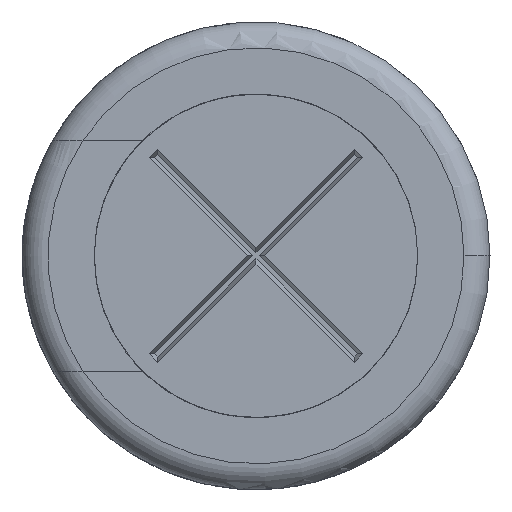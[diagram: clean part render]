
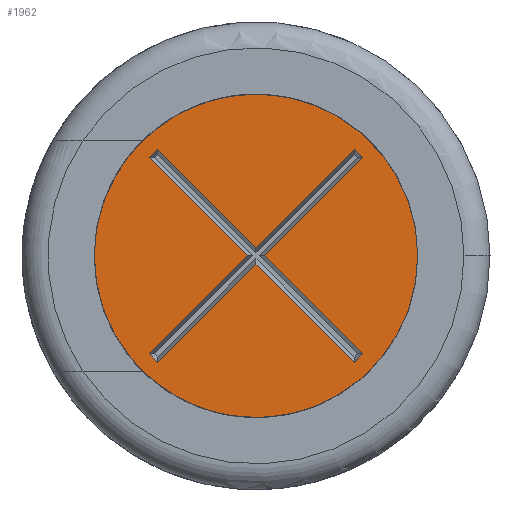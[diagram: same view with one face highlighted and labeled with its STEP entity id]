
A CAD part, front view. The second image highlights one B-rep face of the part: STEP entity #1962.
In plain terms, the highlighted planar face has unit normal (0, -1, 0).
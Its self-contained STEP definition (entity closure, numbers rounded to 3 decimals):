
#47 = LINE ( 'NONE', #2526, #4757 ) ;
#103 = VECTOR ( 'NONE', #244, 1000. ) ;
#194 = CARTESIAN_POINT ( 'NONE',  ( 26.157, -29.764, -3.677 ) ) ;
#200 = EDGE_CURVE ( 'NONE', #4683, #3618, #47, .T. ) ;
#202 = CARTESIAN_POINT ( 'NONE',  ( 19.086, -29.764, 3.394 ) ) ;
#244 = DIRECTION ( 'NONE',  ( -0.707, 0., 0.707 ) ) ;
#255 = CARTESIAN_POINT ( 'NONE',  ( 26.44, -29.764, 3.394 ) ) ;
#358 = CARTESIAN_POINT ( 'NONE',  ( 22.763, -29.764, 0.283 ) ) ;
#369 = LINE ( 'NONE', #358, #4645 ) ;
#406 = EDGE_CURVE ( 'NONE', #932, #3195, #3572, .T. ) ;
#446 = CARTESIAN_POINT ( 'NONE',  ( 19.086, -29.764, -3.394 ) ) ;
#451 = CARTESIAN_POINT ( 'NONE',  ( 23.046, -29.764, 0. ) ) ;
#478 = LINE ( 'NONE', #1661, #103 ) ;
#582 = CARTESIAN_POINT ( 'NONE',  ( 22.763, -29.764, 0. ) ) ;
#608 = FACE_OUTER_BOUND ( 'NONE', #2034, .T. ) ;
#654 = ORIENTED_EDGE ( 'NONE', *, *, #4842, .F. ) ;
#701 = VERTEX_POINT ( 'NONE', #3302 ) ;
#753 = EDGE_CURVE ( 'NONE', #1141, #3676, #478, .T. ) ;
#786 = CARTESIAN_POINT ( 'NONE',  ( 26.44, -29.764, -3.394 ) ) ;
#899 = ORIENTED_EDGE ( 'NONE', *, *, #2344, .F. ) ;
#932 = VERTEX_POINT ( 'NONE', #3540 ) ;
#937 = DIRECTION ( 'NONE',  ( 0., -1., 0. ) ) ;
#939 = VERTEX_POINT ( 'NONE', #4512 ) ;
#1012 = ORIENTED_EDGE ( 'NONE', *, *, #200, .F. ) ;
#1113 = LINE ( 'NONE', #446, #4217 ) ;
#1114 = ORIENTED_EDGE ( 'NONE', *, *, #4204, .F. ) ;
#1141 = VERTEX_POINT ( 'NONE', #4704 ) ;
#1397 = DIRECTION ( 'NONE',  ( -0.707, 0., -0.707 ) ) ;
#1402 = DIRECTION ( 'NONE',  ( 0., 1., 0. ) ) ;
#1455 = CARTESIAN_POINT ( 'NONE',  ( 19.086, -29.764, -3.394 ) ) ;
#1507 = VECTOR ( 'NONE', #3729, 1000. ) ;
#1551 = CIRCLE ( 'NONE', #4155, 5.6 ) ;
#1585 = LINE ( 'NONE', #4261, #4330 ) ;
#1626 = EDGE_CURVE ( 'NONE', #3676, #4683, #1585, .T. ) ;
#1661 = CARTESIAN_POINT ( 'NONE',  ( 22.763, -29.764, 0.283 ) ) ;
#1672 = EDGE_CURVE ( 'NONE', #4239, #2141, #4634, .T. ) ;
#1704 = DIRECTION ( 'NONE',  ( 0., 0., -1. ) ) ;
#1746 = DIRECTION ( 'NONE',  ( 0.707, 0., -0.707 ) ) ;
#1767 = CARTESIAN_POINT ( 'NONE',  ( 22.48, -29.764, 0. ) ) ;
#1901 = DIRECTION ( 'NONE',  ( -0.707, 0., 0.707 ) ) ;
#1917 = LINE ( 'NONE', #451, #2041 ) ;
#1962 = ADVANCED_FACE ( 'NONE', ( #608, #2700 ), #2938, .T. ) ;
#1995 = VERTEX_POINT ( 'NONE', #1455 ) ;
#2034 = EDGE_LOOP ( 'NONE', ( #4652, #2971 ) ) ;
#2037 = VECTOR ( 'NONE', #2161, 1000. ) ;
#2040 = EDGE_CURVE ( 'NONE', #2298, #4606, #4946, .T. ) ;
#2041 = VECTOR ( 'NONE', #4379, 1000. ) ;
#2067 = CARTESIAN_POINT ( 'NONE',  ( 22.763, -29.764, -0.283 ) ) ;
#2141 = VERTEX_POINT ( 'NONE', #2807 ) ;
#2161 = DIRECTION ( 'NONE',  ( 0.707, 0., 0.707 ) ) ;
#2293 = ORIENTED_EDGE ( 'NONE', *, *, #406, .F. ) ;
#2298 = VERTEX_POINT ( 'NONE', #4188 ) ;
#2344 = EDGE_CURVE ( 'NONE', #939, #3879, #4131, .T. ) ;
#2389 = AXIS2_PLACEMENT_3D ( 'NONE', #582, #937, #3306 ) ;
#2484 = LINE ( 'NONE', #1767, #4783 ) ;
#2510 = CARTESIAN_POINT ( 'NONE',  ( 22.763, -29.764, 0. ) ) ;
#2526 = CARTESIAN_POINT ( 'NONE',  ( 22.48, -29.764, 0. ) ) ;
#2582 = CARTESIAN_POINT ( 'NONE',  ( 22.763, -29.764, 0. ) ) ;
#2679 = ORIENTED_EDGE ( 'NONE', *, *, #1672, .F. ) ;
#2695 = VECTOR ( 'NONE', #3776, 1000. ) ;
#2700 = FACE_BOUND ( 'NONE', #4819, .T. ) ;
#2747 = ORIENTED_EDGE ( 'NONE', *, *, #3982, .F. ) ;
#2807 = CARTESIAN_POINT ( 'NONE',  ( 23.046, -29.764, 0. ) ) ;
#2938 = PLANE ( 'NONE',  #2389 ) ;
#2971 = ORIENTED_EDGE ( 'NONE', *, *, #2040, .F. ) ;
#3133 = VECTOR ( 'NONE', #1901, 1000. ) ;
#3195 = VERTEX_POINT ( 'NONE', #2067 ) ;
#3302 = CARTESIAN_POINT ( 'NONE',  ( 26.157, -29.764, -3.677 ) ) ;
#3306 = DIRECTION ( 'NONE',  ( 0., 0., -1. ) ) ;
#3502 = DIRECTION ( 'NONE',  ( -0.707, 0., -0.707 ) ) ;
#3540 = CARTESIAN_POINT ( 'NONE',  ( 19.369, -29.764, -3.677 ) ) ;
#3572 = LINE ( 'NONE', #4202, #1507 ) ;
#3578 = EDGE_CURVE ( 'NONE', #4606, #2298, #1551, .T. ) ;
#3615 = DIRECTION ( 'NONE',  ( 0.707, 0., -0.707 ) ) ;
#3618 = VERTEX_POINT ( 'NONE', #4849 ) ;
#3676 = VERTEX_POINT ( 'NONE', #4154 ) ;
#3677 = EDGE_CURVE ( 'NONE', #3618, #1995, #2484, .T. ) ;
#3729 = DIRECTION ( 'NONE',  ( 0.707, 0., 0.707 ) ) ;
#3776 = DIRECTION ( 'NONE',  ( -0.707, 0., 0.707 ) ) ;
#3820 = EDGE_CURVE ( 'NONE', #2141, #939, #1917, .T. ) ;
#3836 = LINE ( 'NONE', #5110, #4278 ) ;
#3879 = VERTEX_POINT ( 'NONE', #4080 ) ;
#3880 = DIRECTION ( 'NONE',  ( -0.707, 0., -0.707 ) ) ;
#3925 = ORIENTED_EDGE ( 'NONE', *, *, #1626, .F. ) ;
#3982 = EDGE_CURVE ( 'NONE', #701, #4239, #4157, .T. ) ;
#4066 = CARTESIAN_POINT ( 'NONE',  ( 28.363, -29.764, 0. ) ) ;
#4080 = CARTESIAN_POINT ( 'NONE',  ( 26.157, -29.764, 3.677 ) ) ;
#4084 = DIRECTION ( 'NONE',  ( 0., 1., 0. ) ) ;
#4131 = LINE ( 'NONE', #255, #2695 ) ;
#4154 = CARTESIAN_POINT ( 'NONE',  ( 19.369, -29.764, 3.677 ) ) ;
#4155 = AXIS2_PLACEMENT_3D ( 'NONE', #2510, #4084, #1704 ) ;
#4157 = LINE ( 'NONE', #194, #2037 ) ;
#4163 = ORIENTED_EDGE ( 'NONE', *, *, #4602, .F. ) ;
#4178 = AXIS2_PLACEMENT_3D ( 'NONE', #2582, #1402, #4561 ) ;
#4188 = CARTESIAN_POINT ( 'NONE',  ( 17.163, -29.764, 0. ) ) ;
#4202 = CARTESIAN_POINT ( 'NONE',  ( 22.763, -29.764, -0.283 ) ) ;
#4204 = EDGE_CURVE ( 'NONE', #1995, #932, #1113, .T. ) ;
#4217 = VECTOR ( 'NONE', #3615, 1000. ) ;
#4239 = VERTEX_POINT ( 'NONE', #786 ) ;
#4261 = CARTESIAN_POINT ( 'NONE',  ( 19.369, -29.764, 3.677 ) ) ;
#4278 = VECTOR ( 'NONE', #4351, 1000. ) ;
#4301 = ORIENTED_EDGE ( 'NONE', *, *, #3677, .F. ) ;
#4330 = VECTOR ( 'NONE', #3880, 1000. ) ;
#4351 = DIRECTION ( 'NONE',  ( 0.707, 0., -0.707 ) ) ;
#4379 = DIRECTION ( 'NONE',  ( 0.707, 0., 0.707 ) ) ;
#4512 = CARTESIAN_POINT ( 'NONE',  ( 26.44, -29.764, 3.394 ) ) ;
#4561 = DIRECTION ( 'NONE',  ( 0., 0., -1. ) ) ;
#4602 = EDGE_CURVE ( 'NONE', #3195, #701, #3836, .T. ) ;
#4606 = VERTEX_POINT ( 'NONE', #4066 ) ;
#4634 = LINE ( 'NONE', #4640, #3133 ) ;
#4640 = CARTESIAN_POINT ( 'NONE',  ( 23.046, -29.764, 0. ) ) ;
#4645 = VECTOR ( 'NONE', #3502, 1000. ) ;
#4652 = ORIENTED_EDGE ( 'NONE', *, *, #3578, .F. ) ;
#4683 = VERTEX_POINT ( 'NONE', #202 ) ;
#4704 = CARTESIAN_POINT ( 'NONE',  ( 22.763, -29.764, 0.283 ) ) ;
#4732 = ORIENTED_EDGE ( 'NONE', *, *, #753, .F. ) ;
#4757 = VECTOR ( 'NONE', #1746, 1000. ) ;
#4783 = VECTOR ( 'NONE', #1397, 1000. ) ;
#4800 = ORIENTED_EDGE ( 'NONE', *, *, #3820, .F. ) ;
#4819 = EDGE_LOOP ( 'NONE', ( #2679, #2747, #4163, #2293, #1114, #4301, #1012, #3925, #4732, #654, #899, #4800 ) ) ;
#4842 = EDGE_CURVE ( 'NONE', #3879, #1141, #369, .T. ) ;
#4849 = CARTESIAN_POINT ( 'NONE',  ( 22.48, -29.764, 0. ) ) ;
#4946 = CIRCLE ( 'NONE', #4178, 5.6 ) ;
#5110 = CARTESIAN_POINT ( 'NONE',  ( 22.763, -29.764, -0.283 ) ) ;
